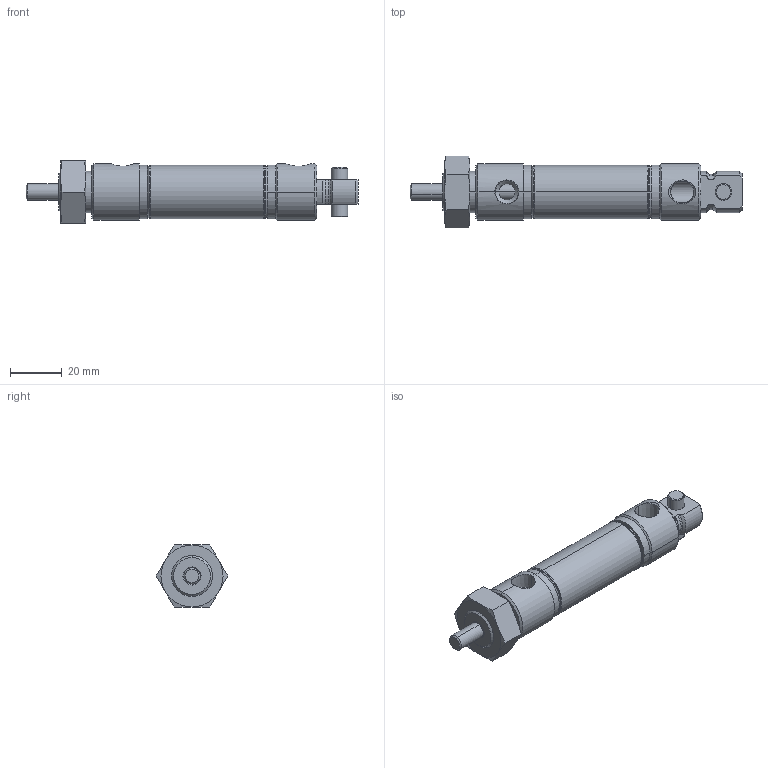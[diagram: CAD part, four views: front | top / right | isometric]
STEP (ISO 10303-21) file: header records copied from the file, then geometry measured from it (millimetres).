
FILE_DESCRIPTION (( 'STEP AP203' ), '1' );
FILE_NAME ('am-2034_05 075IN Bore SMC Air Cylinder.STEP', '2021-06-18T15:26:28', ( '' ), ( '' ), 'SwSTEP 2.0', 'SolidWorks 2021', '' );
FILE_SCHEMA (( 'CONFIG_CONTROL_DESIGN' ));
Length unit declared in the file: millimetre
Products named in the file (7): SR_040_5_DP_F_D_9__5; SR_040_5_DP_F_D_9__9; SR_040_5_DP_F_D_9__11; am-2034_05 075IN Bore SMC Air Cylinder; SR_040_5_DP_F_D_9__7; SR_040_5_DP_F_D_9__3; SR_040_5_DP_F_D_9__13
Assembly tree (6 placements, depth 2):
  am-2034_05 075IN Bore SMC Air Cylinder
    SR_040_5_DP_F_D_9__3
    SR_040_5_DP_F_D_9__5
    SR_040_5_DP_F_D_9__7
    SR_040_5_DP_F_D_9__9
    SR_040_5_DP_F_D_9__11
    SR_040_5_DP_F_D_9__13
Bounding box: 127.81 x 27.57 x 23.88 mm (x, y, z)
Volume: 32848.7 mm3; surface area: 19601.9 mm2
Topology: 6 solids, 6 shells, 198 faces, 469 edges, 288 vertices
Faces by surface type: cone 82, cylinder 63, plane 33, torus 20
Entity records: 6843 total; most frequent: CARTESIAN_POINT 1445, DIRECTION 1070, ORIENTED_EDGE 934, EDGE_CURVE 467, AXIS2_PLACEMENT_3D 461, VERTEX_POINT 288, CIRCLE 254, EDGE_LOOP 217
